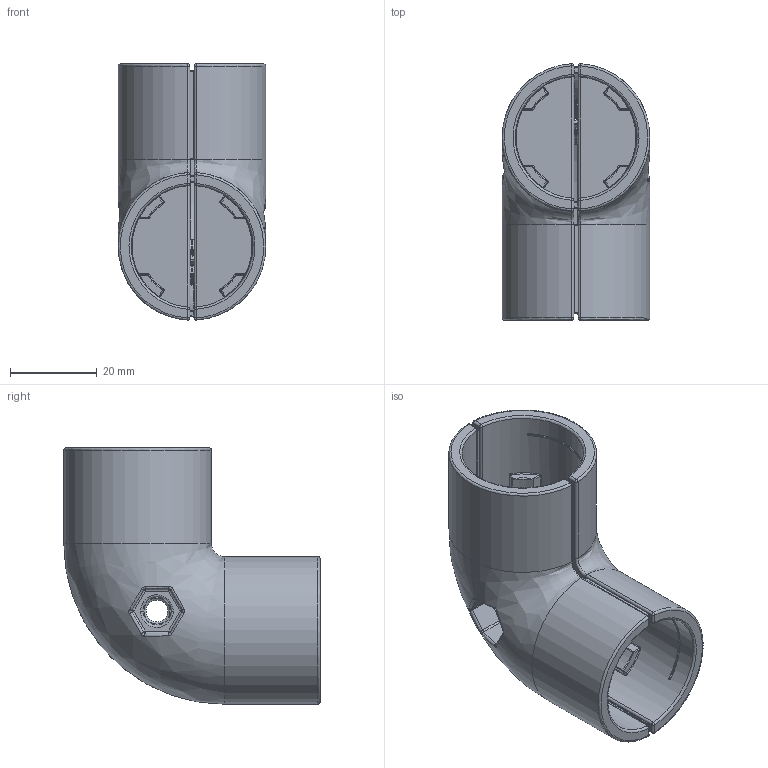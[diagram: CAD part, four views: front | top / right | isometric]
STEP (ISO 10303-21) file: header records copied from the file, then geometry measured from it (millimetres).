
FILE_DESCRIPTION (( 'STEP AP214' ), '1' );
FILE_NAME ('6951069', '2019-01-30T08:38:02', ( '' ), ('JUGARD+KÜNSTNER GmbH'), 'SwSTEP 2.0', 'SolidWorks 2017', '' );
FILE_SCHEMA (( 'AUTOMOTIVE_DESIGN' ));
Length unit declared in the file: millimetre
Products named in the file (3): Part2; Part3; 6951069
Assembly tree (3 placements, depth 2):
  6951069
    Part3  x2
    Part2
Bounding box: 34 x 58.97 x 58.97 mm (x, y, z)
Volume: 331.8 mm3; surface area: 21301.2 mm2
Topology: 1 solids, 3 shells, 1096 faces, 2538 edges, 1365 vertices
Faces by surface type: bspline 510, cylinder 388, plane 149, cone 49
Entity records: 28644 total; most frequent: CARTESIAN_POINT 10929, ORIENTED_EDGE 2570, DIRECTION 2086, EDGE_CURVE 1285, AXIS2_PLACEMENT_3D 843, VERTEX_POINT 720, EDGE_LOOP 593, UNCERTAINTY_MEASURE_WITH_UNIT 586
